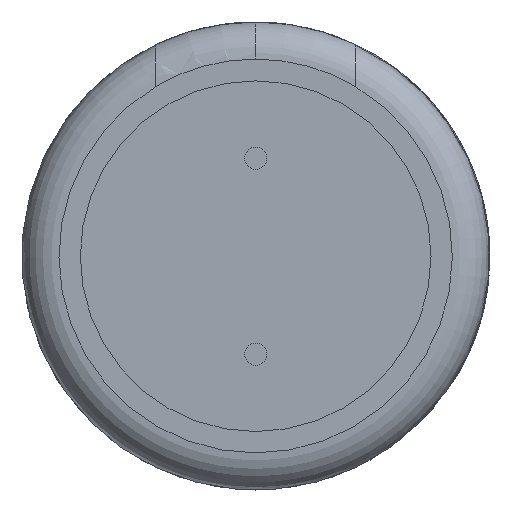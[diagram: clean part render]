
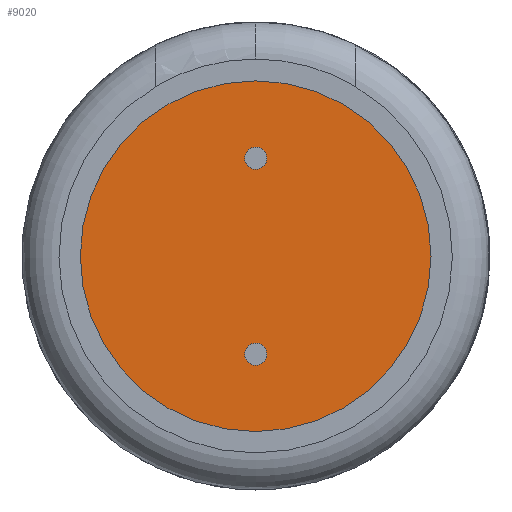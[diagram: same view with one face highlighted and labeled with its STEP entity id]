
A CAD part, front view. The second image highlights one B-rep face of the part: STEP entity #9020.
In plain terms, the highlighted planar face has unit normal (0, -1, 0).
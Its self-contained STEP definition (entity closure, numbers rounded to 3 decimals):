
#71 = CARTESIAN_POINT ( 'NONE',  ( 0., -4.931, -2.94 ) ) ;
#332 = CARTESIAN_POINT ( 'NONE',  ( 0., -4.931, 4.725 ) ) ;
#422 = CARTESIAN_POINT ( 'NONE',  ( 0., -4.931, 2.64 ) ) ;
#427 = VERTEX_POINT ( 'NONE', #5363 ) ;
#550 = EDGE_LOOP ( 'NONE', ( #1826, #1724 ) ) ;
#674 = VERTEX_POINT ( 'NONE', #332 ) ;
#780 = DIRECTION ( 'NONE',  ( 0., 0., -1. ) ) ;
#782 = CARTESIAN_POINT ( 'NONE',  ( 0., -4.931, 4.725 ) ) ;
#861 = AXIS2_PLACEMENT_3D ( 'NONE', #782, #9787, #991 ) ;
#991 = DIRECTION ( 'NONE',  ( 0., 0., -1. ) ) ;
#1132 = DIRECTION ( 'NONE',  ( 0., 0., -1. ) ) ;
#1166 = DIRECTION ( 'NONE',  ( 0., 0., 1. ) ) ;
#1195 = ORIENTED_EDGE ( 'NONE', *, *, #9618, .F. ) ;
#1250 = EDGE_CURVE ( 'NONE', #14036, #9326, #1598, .T. ) ;
#1325 = EDGE_CURVE ( 'NONE', #9326, #14036, #9364, .T. ) ;
#1598 = CIRCLE ( 'NONE', #5730, 0.3 ) ;
#1724 = ORIENTED_EDGE ( 'NONE', *, *, #7859, .F. ) ;
#1748 = DIRECTION ( 'NONE',  ( 0., 0., 1. ) ) ;
#1826 = ORIENTED_EDGE ( 'NONE', *, *, #6252, .F. ) ;
#1910 = CARTESIAN_POINT ( 'NONE',  ( 0., -4.931, 2.94 ) ) ;
#2171 = CIRCLE ( 'NONE', #8352, 0.3 ) ;
#2457 = CARTESIAN_POINT ( 'NONE',  ( 0., -4.931, 0. ) ) ;
#2774 = ORIENTED_EDGE ( 'NONE', *, *, #1250, .F. ) ;
#3088 = ORIENTED_EDGE ( 'NONE', *, *, #4229, .F. ) ;
#3092 = VERTEX_POINT ( 'NONE', #71 ) ;
#3526 = CARTESIAN_POINT ( 'NONE',  ( 0., -4.931, -2.64 ) ) ;
#3600 = DIRECTION ( 'NONE',  ( 0., 0., -1. ) ) ;
#3749 = CIRCLE ( 'NONE', #4886, 0.3 ) ;
#3783 = DIRECTION ( 'NONE',  ( 0., -1., 0. ) ) ;
#3883 = AXIS2_PLACEMENT_3D ( 'NONE', #14071, #14140, #780 ) ;
#4229 = EDGE_CURVE ( 'NONE', #427, #3092, #2171, .T. ) ;
#4886 = AXIS2_PLACEMENT_3D ( 'NONE', #12148, #12014, #1132 ) ;
#5008 = ORIENTED_EDGE ( 'NONE', *, *, #1325, .F. ) ;
#5180 = CIRCLE ( 'NONE', #6776, 4.725 ) ;
#5363 = CARTESIAN_POINT ( 'NONE',  ( 0., -4.931, -2.34 ) ) ;
#5484 = EDGE_LOOP ( 'NONE', ( #3088, #1195 ) ) ;
#5700 = DIRECTION ( 'NONE',  ( 0., -1., 0. ) ) ;
#5730 = AXIS2_PLACEMENT_3D ( 'NONE', #422, #3783, #10446 ) ;
#6237 = FACE_BOUND ( 'NONE', #7948, .T. ) ;
#6252 = EDGE_CURVE ( 'NONE', #674, #12470, #12551, .T. ) ;
#6776 = AXIS2_PLACEMENT_3D ( 'NONE', #2457, #12119, #1166 ) ;
#7859 = EDGE_CURVE ( 'NONE', #12470, #674, #5180, .T. ) ;
#7948 = EDGE_LOOP ( 'NONE', ( #2774, #5008 ) ) ;
#8352 = AXIS2_PLACEMENT_3D ( 'NONE', #3526, #5700, #3600 ) ;
#8515 = FACE_BOUND ( 'NONE', #5484, .T. ) ;
#9020 = ADVANCED_FACE ( 'NONE', ( #8515, #6237, #9657 ), #13996, .T. ) ;
#9326 = VERTEX_POINT ( 'NONE', #9839 ) ;
#9364 = CIRCLE ( 'NONE', #3883, 0.3 ) ;
#9618 = EDGE_CURVE ( 'NONE', #3092, #427, #3749, .T. ) ;
#9657 = FACE_OUTER_BOUND ( 'NONE', #550, .T. ) ;
#9787 = DIRECTION ( 'NONE',  ( 0., -1., 0. ) ) ;
#9839 = CARTESIAN_POINT ( 'NONE',  ( 0., -4.931, 2.34 ) ) ;
#10446 = DIRECTION ( 'NONE',  ( 0., 0., -1. ) ) ;
#10705 = CARTESIAN_POINT ( 'NONE',  ( 0., -4.931, -4.725 ) ) ;
#11645 = AXIS2_PLACEMENT_3D ( 'NONE', #13813, #13950, #1748 ) ;
#12014 = DIRECTION ( 'NONE',  ( 0., -1., 0. ) ) ;
#12119 = DIRECTION ( 'NONE',  ( 0., 1., 0. ) ) ;
#12148 = CARTESIAN_POINT ( 'NONE',  ( 0., -4.931, -2.64 ) ) ;
#12470 = VERTEX_POINT ( 'NONE', #10705 ) ;
#12551 = CIRCLE ( 'NONE', #11645, 4.725 ) ;
#13813 = CARTESIAN_POINT ( 'NONE',  ( 0., -4.931, 0. ) ) ;
#13950 = DIRECTION ( 'NONE',  ( 0., 1., 0. ) ) ;
#13996 = PLANE ( 'NONE',  #861 ) ;
#14036 = VERTEX_POINT ( 'NONE', #1910 ) ;
#14071 = CARTESIAN_POINT ( 'NONE',  ( 0., -4.931, 2.64 ) ) ;
#14140 = DIRECTION ( 'NONE',  ( 0., -1., 0. ) ) ;
